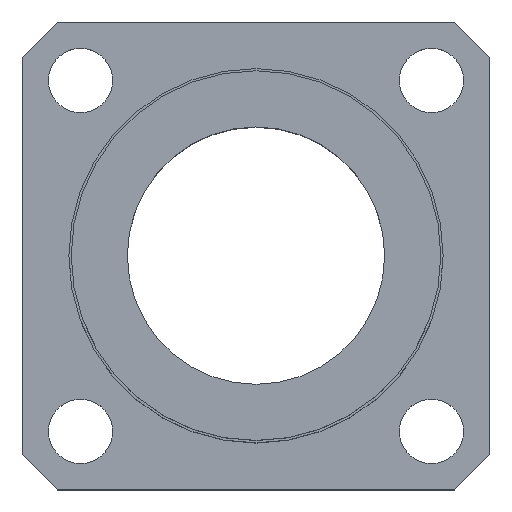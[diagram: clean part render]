
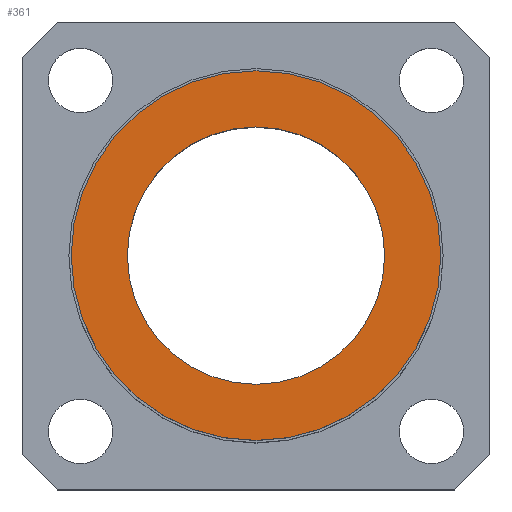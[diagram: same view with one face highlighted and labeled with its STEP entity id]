
A CAD part, top view. The second image highlights one B-rep face of the part: STEP entity #361.
In plain terms, the highlighted planar face has unit normal (0, 0, 1).
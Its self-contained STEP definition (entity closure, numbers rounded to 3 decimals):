
#11 = CIRCLE ( 'NONE', #547, 11. ) ;
#27 = CIRCLE ( 'NONE', #155, 15.8 ) ;
#34 = EDGE_LOOP ( 'NONE', ( #633, #671 ) ) ;
#41 = VERTEX_POINT ( 'NONE', #101 ) ;
#101 = CARTESIAN_POINT ( 'NONE',  ( -15.8, 0., 11. ) ) ;
#129 = EDGE_CURVE ( 'NONE', #559, #668, #663, .T. ) ;
#155 = AXIS2_PLACEMENT_3D ( 'NONE', #502, #356, #651 ) ;
#165 = AXIS2_PLACEMENT_3D ( 'NONE', #606, #597, #299 ) ;
#221 = FACE_OUTER_BOUND ( 'NONE', #34, .T. ) ;
#234 = CARTESIAN_POINT ( 'NONE',  ( 0., 0., 11. ) ) ;
#235 = PLANE ( 'NONE',  #165 ) ;
#255 = AXIS2_PLACEMENT_3D ( 'NONE', #234, #821, #744 ) ;
#299 = DIRECTION ( 'NONE',  ( 1., 0., 0. ) ) ;
#348 = CARTESIAN_POINT ( 'NONE',  ( 11., 0., 11. ) ) ;
#356 = DIRECTION ( 'NONE',  ( 0., 0., 1. ) ) ;
#361 = ADVANCED_FACE ( 'NONE', ( #892, #221 ), #235, .T. ) ;
#456 = DIRECTION ( 'NONE',  ( 0., 0., 1. ) ) ;
#470 = CARTESIAN_POINT ( 'NONE',  ( 0., 0., 11. ) ) ;
#502 = CARTESIAN_POINT ( 'NONE',  ( 0., 0., 11. ) ) ;
#509 = AXIS2_PLACEMENT_3D ( 'NONE', #470, #456, #699 ) ;
#538 = ORIENTED_EDGE ( 'NONE', *, *, #129, .F. ) ;
#547 = AXIS2_PLACEMENT_3D ( 'NONE', #838, #886, #815 ) ;
#559 = VERTEX_POINT ( 'NONE', #847 ) ;
#597 = DIRECTION ( 'NONE',  ( 0., 0., 1. ) ) ;
#606 = CARTESIAN_POINT ( 'NONE',  ( 0., 0., 11. ) ) ;
#633 = ORIENTED_EDGE ( 'NONE', *, *, #646, .T. ) ;
#646 = EDGE_CURVE ( 'NONE', #791, #41, #27, .T. ) ;
#651 = DIRECTION ( 'NONE',  ( 1., 0., 0. ) ) ;
#654 = ORIENTED_EDGE ( 'NONE', *, *, #784, .F. ) ;
#663 = CIRCLE ( 'NONE', #509, 11. ) ;
#668 = VERTEX_POINT ( 'NONE', #348 ) ;
#671 = ORIENTED_EDGE ( 'NONE', *, *, #848, .T. ) ;
#699 = DIRECTION ( 'NONE',  ( 1., 0., 0. ) ) ;
#700 = CIRCLE ( 'NONE', #255, 15.8 ) ;
#744 = DIRECTION ( 'NONE',  ( 1., 0., 0. ) ) ;
#763 = EDGE_LOOP ( 'NONE', ( #654, #538 ) ) ;
#784 = EDGE_CURVE ( 'NONE', #668, #559, #11, .T. ) ;
#791 = VERTEX_POINT ( 'NONE', #891 ) ;
#815 = DIRECTION ( 'NONE',  ( 1., 0., 0. ) ) ;
#821 = DIRECTION ( 'NONE',  ( 0., 0., 1. ) ) ;
#838 = CARTESIAN_POINT ( 'NONE',  ( 0., 0., 11. ) ) ;
#847 = CARTESIAN_POINT ( 'NONE',  ( -11., 0., 11. ) ) ;
#848 = EDGE_CURVE ( 'NONE', #41, #791, #700, .T. ) ;
#886 = DIRECTION ( 'NONE',  ( 0., 0., 1. ) ) ;
#891 = CARTESIAN_POINT ( 'NONE',  ( 15.8, 0., 11. ) ) ;
#892 = FACE_BOUND ( 'NONE', #763, .T. ) ;
